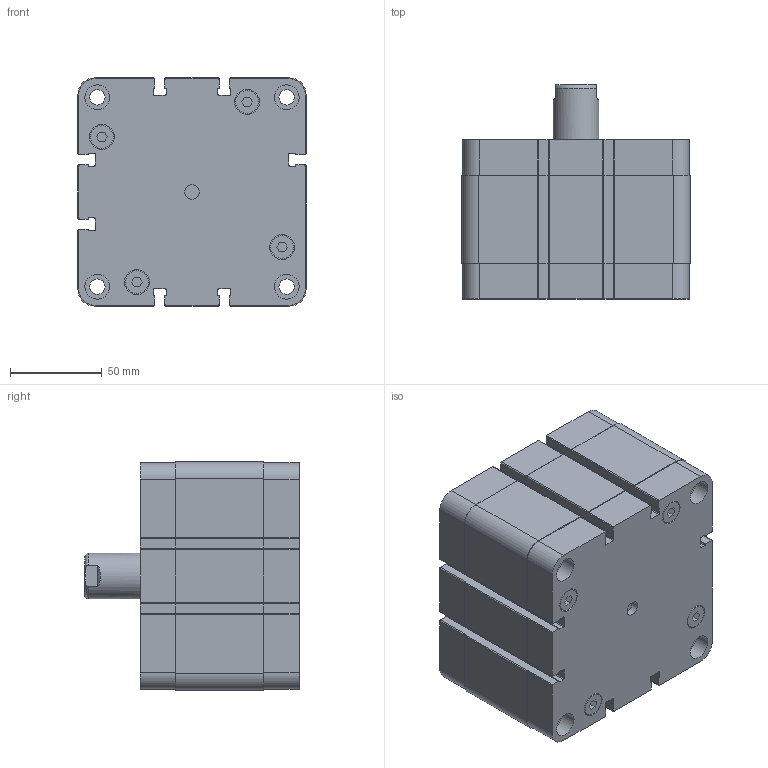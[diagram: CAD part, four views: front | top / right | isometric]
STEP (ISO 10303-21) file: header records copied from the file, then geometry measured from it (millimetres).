
FILE_DESCRIPTION((''),'2;1');
FILE_NAME('ASEM100.020.GS.F.stp','2011-09-02T12:12:04',('Administrator'),(''),'Autodesk Inventor 2012','Autodesk Inventor 2012','');
FILE_SCHEMA(('AUTOMOTIVE_DESIGN { 1 0 10303 214 1 1 1 1 }'));
Length unit declared in the file: millimetre
Products named in the file (1): ASEM100.020.GS.F
Bounding box: 124 x 116.5 x 124 mm (x, y, z)
Volume: 1265569.3 mm3; surface area: 101169.7 mm2
Topology: 1 solids, 1 shells, 375 faces, 1011 edges, 673 vertices
Faces by surface type: plane 213, cylinder 158, cone 3, torus 1
Full cylindrical faces by diameter (mm): 8 x1, 8.376 x4, 10.106 x1, 11.445 x2, 12.5 x8, 13.5 x16, 25 x1, 27 x1
Entity records: 12048 total; most frequent: CARTESIAN_POINT 2054, DIRECTION 2038, ORIENTED_EDGE 1936, EDGE_CURVE 968, AXIS2_PLACEMENT_3D 696, VERTEX_POINT 668, VECTOR 646, LINE 646
